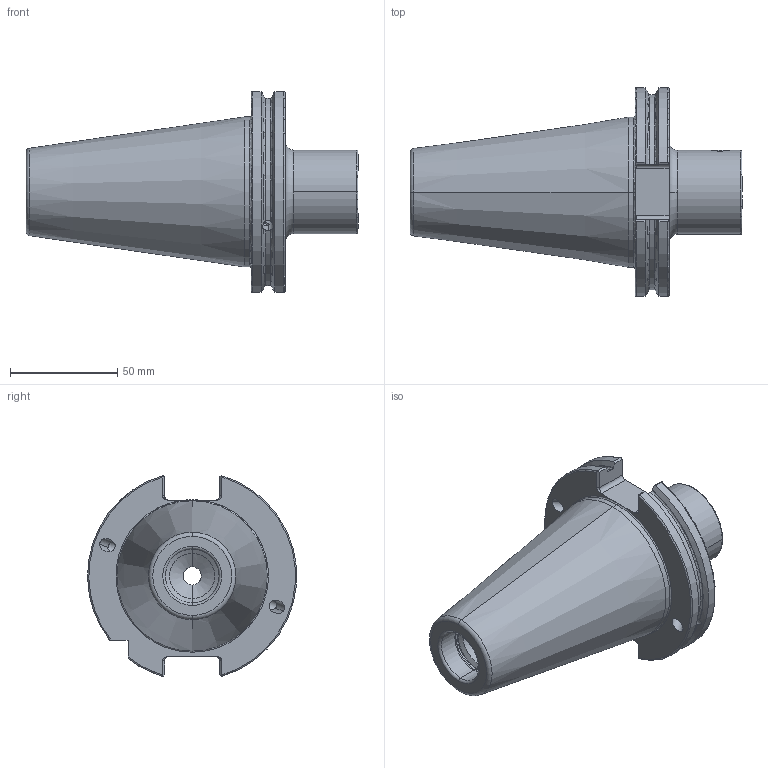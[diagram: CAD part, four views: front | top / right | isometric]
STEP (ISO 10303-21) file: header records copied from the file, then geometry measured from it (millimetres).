
FILE_DESCRIPTION (( 'STEP AP203' ), '1' );
FILE_NAME ('SB5-ST4.K01.053.STEP', '2016-02-12T09:21:48', ( 'SWIAdmin' ), ( 'Hewlett-Packard Company' ), 'SwSTEP 2.0', 'SolidWorks 2015', '' );
FILE_SCHEMA (( 'CONFIG_CONTROL_DESIGN' ));
Length unit declared in the file: millimetre
Products named in the file (3): SB5-ST4.K01.053_A_mit Bundk”lung; ST4-ER1.001.011_A; SB5-ST4.K01.053
Assembly tree (2 placements, depth 2):
  SB5-ST4.K01.053
    SB5-ST4.K01.053_A_mit Bundk”lung
    ST4-ER1.001.011_A
Bounding box: 154.6 x 97.28 x 93.51 mm (x, y, z)
Volume: 365437.9 mm3; surface area: 48900.1 mm2
Topology: 2 solids, 2 shells, 171 faces, 457 edges, 285 vertices
Faces by surface type: cylinder 52, plane 50, torus 35, cone 30, bspline 4
Entity records: 6556 total; most frequent: CARTESIAN_POINT 2164, ORIENTED_EDGE 906, DIRECTION 814, EDGE_CURVE 453, AXIS2_PLACEMENT_3D 320, VERTEX_POINT 285, EDGE_LOOP 180, LINE 174
